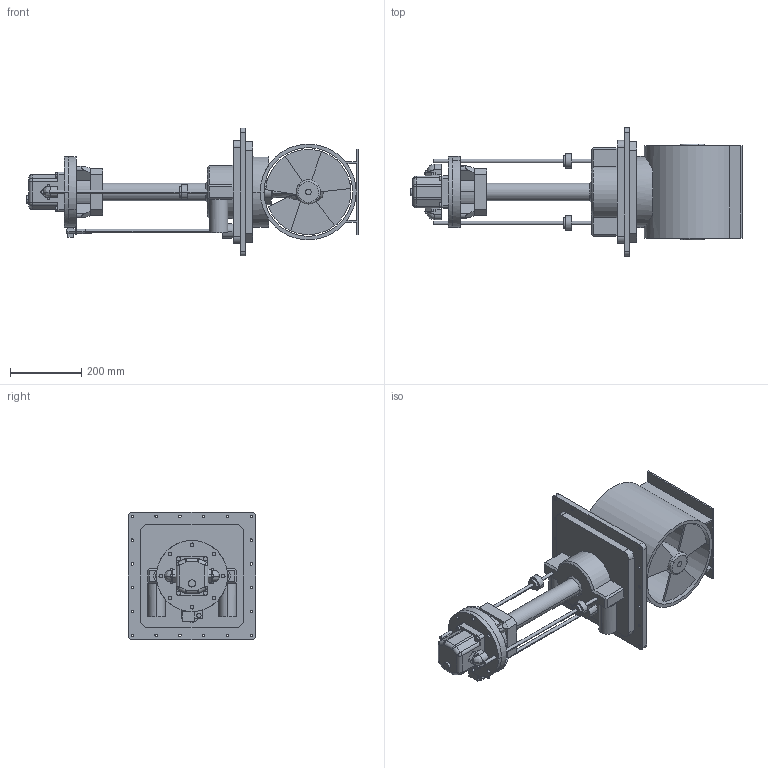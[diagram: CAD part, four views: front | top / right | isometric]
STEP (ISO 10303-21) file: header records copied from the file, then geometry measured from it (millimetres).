
FILE_DESCRIPTION(('CATIA V5 STEP Exchange'),'2;1');
FILE_NAME('VIP250 HYD closed position-2.stp','2014-11-21T07:51:00+00:00',('none'),('none'),'CATIA Version 5 Release 21 GA (IN-10)','CATIA V5 STEP AP203','none');
FILE_SCHEMA(('CONFIG_CONTROL_DESIGN'));
Length unit declared in the file: millimetre
Products named in the file (1): VIP250 HYD closed position
Bounding box: 935 x 360 x 360 mm (x, y, z)
Volume: 15388865.9 mm3; surface area: 1502174.8 mm2
Topology: 4 solids, 7 shells, 535 faces, 1340 edges, 857 vertices
Faces by surface type: cylinder 239, plane 222, bspline 30, cone 14, sphere 12, revolution 10, torus 8
Entity records: 18403 total; most frequent: CARTESIAN_POINT 6698, ORIENTED_EDGE 2656, DIRECTION 1808, EDGE_CURVE 1328, VERTEX_POINT 857, AXIS2_PLACEMENT_3D 837, VECTOR 646, LINE 646
